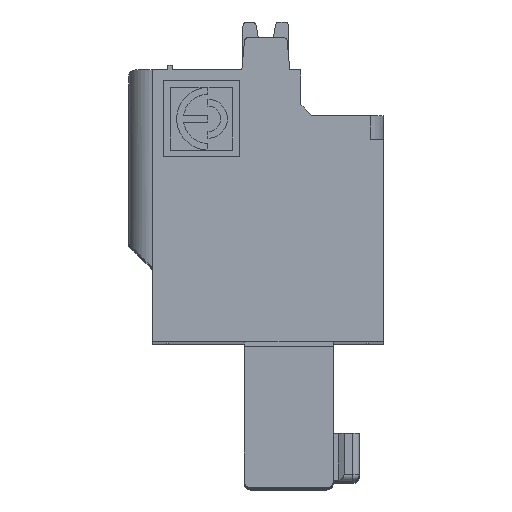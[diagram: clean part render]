
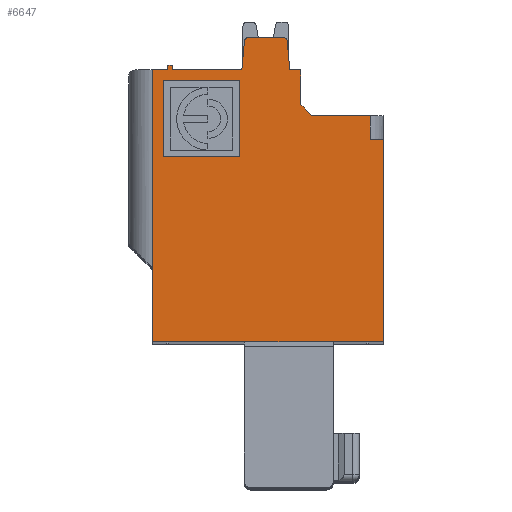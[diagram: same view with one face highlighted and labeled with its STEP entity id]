
A CAD part, top view. The second image highlights one B-rep face of the part: STEP entity #6647.
In plain terms, the highlighted planar face has unit normal (0, 0, 1).
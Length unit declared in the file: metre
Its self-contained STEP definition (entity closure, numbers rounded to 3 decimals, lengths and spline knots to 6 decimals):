
#6647=ADVANCED_FACE('',(#15513,#15514),#15515,.F.);
#7499=EDGE_CURVE('',#16844,#16799,#16845,.T.);
#15513=FACE_BOUND('',#26395,.T.);
#15514=FACE_OUTER_BOUND('',#26396,.T.);
#15515=PLANE('',#26397);
#16270=VERTEX_POINT('',#27645);
#16407=VERTEX_POINT('',#27854);
#16424=VERTEX_POINT('',#27879);
#16439=VERTEX_POINT('',#27904);
#16442=VERTEX_POINT('',#27909);
#16446=VERTEX_POINT('',#27915);
#16460=VERTEX_POINT('',#27935);
#16751=VERTEX_POINT('',#28556);
#16799=VERTEX_POINT('',#28635);
#16844=VERTEX_POINT('',#28712);
#16845=LINE('',#28713,#28714);
#21563=VERTEX_POINT('',#39105);
#26395=EDGE_LOOP('',(#53332,#53333,#53334,#53335));
#26396=EDGE_LOOP('',(#53336,#53337,#53338,#53339,#53340,#53341,#53342,#53343,#53344,#53345,#53346,#53347,#53348,#53349,#53350,#53351,#53352,#53353,#53354));
#26397=AXIS2_PLACEMENT_3D('',#53355,#53356,#53357);
#27645=CARTESIAN_POINT('',(0.2607,0.0127,-0.16903));
#27854=CARTESIAN_POINT('',(0.2607,0.0125,-0.16903));
#27879=CARTESIAN_POINT('',(0.264215,0.013817,-0.16903));
#27904=CARTESIAN_POINT('',(0.2641,0.0125,-0.16903));
#27909=CARTESIAN_POINT('',(0.2609,0.0125,-0.16903));
#27915=CARTESIAN_POINT('',(0.2609,0.0127,-0.16903));
#27935=CARTESIAN_POINT('',(0.266185,0.013817,-0.16903));
#28556=CARTESIAN_POINT('',(0.27,0.0093,-0.16903));
#28635=CARTESIAN_POINT('',(0.2706,0.0093,-0.16903));
#28712=CARTESIAN_POINT('',(0.2706,0.,-0.16903));
#28713=CARTESIAN_POINT('',(0.2706,0.,-0.16903));
#28714=VECTOR('',#54805,1.0);
#39105=CARTESIAN_POINT('',(0.2663,0.0125,-0.16903));
#53332=ORIENTED_EDGE('',*,*,#57344,.T.);
#53333=ORIENTED_EDGE('',*,*,#57402,.T.);
#53334=ORIENTED_EDGE('',*,*,#60545,.T.);
#53335=ORIENTED_EDGE('',*,*,#60513,.T.);
#53336=ORIENTED_EDGE('',*,*,#60546,.T.);
#53337=ORIENTED_EDGE('',*,*,#56925,.T.);
#53338=ORIENTED_EDGE('',*,*,#60516,.F.);
#53339=ORIENTED_EDGE('',*,*,#60489,.T.);
#53340=ORIENTED_EDGE('',*,*,#57176,.T.);
#53341=ORIENTED_EDGE('',*,*,#60487,.T.);
#53342=ORIENTED_EDGE('',*,*,#57091,.T.);
#53343=ORIENTED_EDGE('',*,*,#57095,.T.);
#53344=ORIENTED_EDGE('',*,*,#60515,.F.);
#53345=ORIENTED_EDGE('',*,*,#57122,.T.);
#53346=ORIENTED_EDGE('',*,*,#60491,.F.);
#53347=ORIENTED_EDGE('',*,*,#57062,.F.);
#53348=ORIENTED_EDGE('',*,*,#57170,.F.);
#53349=ORIENTED_EDGE('',*,*,#60543,.F.);
#53350=ORIENTED_EDGE('',*,*,#56888,.T.);
#53351=ORIENTED_EDGE('',*,*,#7499,.T.);
#53352=ORIENTED_EDGE('',*,*,#57432,.F.);
#53353=ORIENTED_EDGE('',*,*,#57409,.F.);
#53354=ORIENTED_EDGE('',*,*,#60547,.F.);
#53355=CARTESIAN_POINT('',(0.274572,0.033759,-0.16903));
#53356=DIRECTION('',(0.0,0.,-1.0));
#53357=DIRECTION('',(-1.0,0.0,0.0));
#54805=DIRECTION('',(0.0,1.0,0.));
#56888=EDGE_CURVE('',#60956,#16844,#60957,.T.);
#56925=EDGE_CURVE('',#61028,#61026,#61029,.T.);
#57062=EDGE_CURVE('',#16407,#16270,#61192,.T.);
#57091=EDGE_CURVE('',#61237,#16424,#61238,.T.);
#57095=EDGE_CURVE('',#16424,#16439,#61242,.T.);
#57122=EDGE_CURVE('',#16442,#16446,#61280,.T.);
#57170=EDGE_CURVE('',#61328,#16407,#61330,.T.);
#57176=EDGE_CURVE('',#16460,#61335,#61337,.T.);
#57344=EDGE_CURVE('',#61575,#61573,#61576,.T.);
#57402=EDGE_CURVE('',#61573,#61641,#61643,.T.);
#57409=EDGE_CURVE('',#61649,#16751,#61651,.T.);
#57432=EDGE_CURVE('',#16751,#16799,#61676,.T.);
#60487=EDGE_CURVE('',#61335,#61237,#65427,.T.);
#60489=EDGE_CURVE('',#21563,#16460,#65429,.T.);
#60491=EDGE_CURVE('',#16270,#16446,#65431,.T.);
#60513=EDGE_CURVE('',#65455,#61575,#65459,.T.);
#60515=EDGE_CURVE('',#16442,#16439,#65461,.T.);
#60516=EDGE_CURVE('',#21563,#61026,#65462,.T.);
#60543=EDGE_CURVE('',#60956,#61328,#65493,.T.);
#60545=EDGE_CURVE('',#61641,#65455,#65495,.T.);
#60546=EDGE_CURVE('',#65496,#61028,#65497,.T.);
#60547=EDGE_CURVE('',#65496,#61649,#65498,.T.);
#60956=VERTEX_POINT('',#66047);
#60957=LINE('',#66048,#66049);
#61026=VERTEX_POINT('',#66181);
#61028=VERTEX_POINT('',#66184);
#61029=LINE('',#66185,#66186);
#61192=LINE('',#66435,#66436);
#61237=VERTEX_POINT('',#66497);
#61238=CIRCLE('',#66498,0.0002);
#61242=LINE('',#66503,#66504);
#61280=LINE('',#66557,#66558);
#61328=VERTEX_POINT('',#66637);
#61330=LINE('',#66640,#66641);
#61335=VERTEX_POINT('',#66648);
#61337=CIRCLE('',#66651,0.0002);
#61573=VERTEX_POINT('',#67013);
#61575=VERTEX_POINT('',#67016);
#61576=LINE('',#67017,#67018);
#61641=VERTEX_POINT('',#67108);
#61643=LINE('',#67111,#67112);
#61649=VERTEX_POINT('',#67119);
#61651=LINE('',#67122,#67123);
#61676=LINE('',#67159,#67160);
#65427=LINE('',#72351,#72352);
#65429=LINE('',#72354,#72355);
#65431=LINE('',#72357,#72358);
#65455=VERTEX_POINT('',#72393);
#65459=LINE('',#72399,#72400);
#65461=LINE('',#72402,#72403);
#65462=LINE('',#72404,#72405);
#65493=LINE('',#72454,#72455);
#65495=LINE('',#72457,#72458);
#65496=VERTEX_POINT('',#72459);
#65497=LINE('',#72460,#72461);
#65498=LINE('',#72462,#72463);
#66047=CARTESIAN_POINT('',(0.26,0.,-0.16903));
#66048=CARTESIAN_POINT('',(0.256699,0.,-0.16903));
#66049=VECTOR('',#72936,1.0);
#66181=CARTESIAN_POINT('',(0.266811,0.0125,-0.16903));
#66184=CARTESIAN_POINT('',(0.266811,0.010896,-0.16903));
#66185=CARTESIAN_POINT('',(0.266811,0.033759,-0.16903));
#66186=VECTOR('',#72956,1.0);
#66435=CARTESIAN_POINT('',(0.2607,0.0125,-0.16903));
#66436=VECTOR('',#73067,1.0);
#66497=CARTESIAN_POINT('',(0.264414,0.014,-0.16903));
#66498=AXIS2_PLACEMENT_3D('',#73100,#73101,#73102);
#66503=CARTESIAN_POINT('',(0.264215,0.013817,-0.16903));
#66504=VECTOR('',#73104,1.0);
#66557=CARTESIAN_POINT('',(0.2609,0.0125,-0.16903));
#66558=VECTOR('',#73129,1.0);
#66637=CARTESIAN_POINT('',(0.26,0.0125,-0.16903));
#66640=CARTESIAN_POINT('',(0.26,0.0125,-0.16903));
#66641=VECTOR('',#73204,1.0);
#66648=CARTESIAN_POINT('',(0.265985,0.014,-0.16903));
#66651=AXIS2_PLACEMENT_3D('',#73211,#73212,#73213);
#67013=CARTESIAN_POINT('',(0.264,0.0085,-0.16903));
#67016=CARTESIAN_POINT('',(0.264,0.012,-0.16903));
#67017=CARTESIAN_POINT('',(0.264,0.033759,-0.16903));
#67018=VECTOR('',#73367,1.0);
#67108=CARTESIAN_POINT('',(0.2605,0.0085,-0.16903));
#67111=CARTESIAN_POINT('',(0.274072,0.0085,-0.16903));
#67112=VECTOR('',#73403,1.0);
#67119=CARTESIAN_POINT('',(0.27,0.0104,-0.16903));
#67122=CARTESIAN_POINT('',(0.27,0.0125,-0.16903));
#67123=VECTOR('',#73409,1.0);
#67159=CARTESIAN_POINT('',(0.27,0.0093,-0.16903));
#67160=VECTOR('',#73421,1.0);
#72351=CARTESIAN_POINT('',(0.264475,0.014,-0.16903));
#72352=VECTOR('',#75668,1.0);
#72354=CARTESIAN_POINT('',(0.2663,0.0125,-0.16903));
#72355=VECTOR('',#75669,1.0);
#72357=CARTESIAN_POINT('',(0.2607,0.0127,-0.16903));
#72358=VECTOR('',#75670,1.0);
#72393=CARTESIAN_POINT('',(0.2605,0.012,-0.16903));
#72399=CARTESIAN_POINT('',(0.274072,0.012,-0.16903));
#72400=VECTOR('',#75684,1.0);
#72402=CARTESIAN_POINT('',(0.2609,0.0125,-0.16903));
#72403=VECTOR('',#75685,1.0);
#72404=CARTESIAN_POINT('',(0.2663,0.0125,-0.16903));
#72405=VECTOR('',#75686,1.0);
#72454=CARTESIAN_POINT('',(0.26,0.0118,-0.16903));
#72455=VECTOR('',#75711,1.0);
#72457=CARTESIAN_POINT('',(0.2605,0.033759,-0.16903));
#72458=VECTOR('',#75712,1.0);
#72459=CARTESIAN_POINT('',(0.267307,0.0104,-0.16903));
#72460=CARTESIAN_POINT('',(0.259267,0.01844,-0.16903));
#72461=VECTOR('',#75713,1.0);
#72462=CARTESIAN_POINT('',(0.274572,0.0104,-0.16903));
#72463=VECTOR('',#75714,1.0);
#72936=DIRECTION('',(1.0,0.0,0.0));
#72956=DIRECTION('',(0.,1.0,0.));
#73067=DIRECTION('',(0.0,1.0,0.));
#73100=CARTESIAN_POINT('',(0.264414,0.0138,-0.16903));
#73101=DIRECTION('',(0.0,0.,1.0));
#73102=DIRECTION('',(0.0,1.0,0.));
#73104=DIRECTION('',(-0.087,-0.996,0.));
#73129=DIRECTION('',(0.0,1.0,0.));
#73204=DIRECTION('',(1.0,0.0,0.0));
#73211=CARTESIAN_POINT('',(0.265985,0.0138,-0.16903));
#73212=DIRECTION('',(0.,0.,1.0));
#73213=DIRECTION('',(0.996,0.087,0.));
#73367=DIRECTION('',(0.,-1.0,0.));
#73403=DIRECTION('',(-1.0,0.,0.));
#73409=DIRECTION('',(0.0,-1.0,0.));
#73421=DIRECTION('',(1.0,0.0,0.0));
#75668=DIRECTION('',(-1.0,-0.0,0.0));
#75669=DIRECTION('',(-0.087,0.996,0.));
#75670=DIRECTION('',(1.0,0.0,0.0));
#75684=DIRECTION('',(1.0,0.,0.));
#75685=DIRECTION('',(1.0,0.0,0.0));
#75686=DIRECTION('',(1.0,0.0,0.0));
#75711=DIRECTION('',(0.0,1.0,0.));
#75712=DIRECTION('',(0.,1.0,0.));
#75713=DIRECTION('',(-0.707,0.707,0.));
#75714=DIRECTION('',(1.0,0.,0.));
